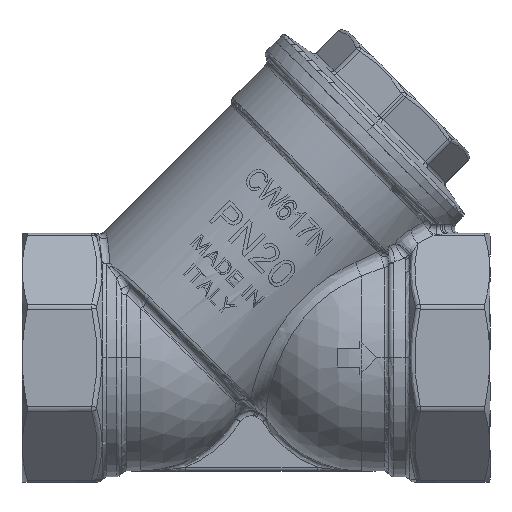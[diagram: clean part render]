
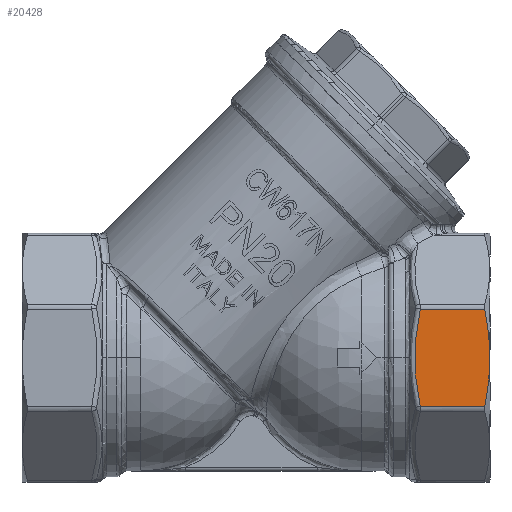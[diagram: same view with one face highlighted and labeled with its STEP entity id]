
A CAD part, top view. The second image highlights one B-rep face of the part: STEP entity #20428.
In plain terms, the highlighted planar face has unit normal (0, 0, 1).
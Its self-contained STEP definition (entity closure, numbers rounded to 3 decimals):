
#49 = VERTEX_POINT ( 'NONE', #33018 ) ;
#345 = CARTESIAN_POINT ( 'NONE',  ( 93.637, 6.52, 33.5 ) ) ;
#850 = CARTESIAN_POINT ( 'NONE',  ( 74.97, 11.952, 33.5 ) ) ;
#1394 = CARTESIAN_POINT ( 'NONE',  ( 73.842, 3.776, 33.5 ) ) ;
#1590 = CARTESIAN_POINT ( 'NONE',  ( 93.619, -6.682, 33.5 ) ) ;
#1662 = CARTESIAN_POINT ( 'NONE',  ( 74.355, 8.404, 33.5 ) ) ;
#1799 = CARTESIAN_POINT ( 'NONE',  ( 74.121, 6.605, 33.5 ) ) ;
#4526 = CARTESIAN_POINT ( 'NONE',  ( 74.129, 6.671, 33.5 ) ) ;
#4799 = CARTESIAN_POINT ( 'NONE',  ( 74.111, -6.512, 33.5 ) ) ;
#5214 = VERTEX_POINT ( 'NONE', #31282 ) ;
#5897 = B_SPLINE_CURVE_WITH_KNOTS ( 'NONE', 3,
 ( #28582, #13140, #34829, #28722, #38915, #16925, #38630, #1590, #35633, #26272, #32506, #29111, #20022 ),
 .UNSPECIFIED., .F., .F.,
 ( 4, 1, 1, 1, 1, 1, 2, 2, 4 ),
 ( 0., 0.25, 0.375, 0.437, 0.469, 0.484, 0.492, 0.5, 1. ),
 .UNSPECIFIED. ) ;
#7669 = PLANE ( 'NONE',  #28663 ) ;
#7779 = CARTESIAN_POINT ( 'NONE',  ( 74.014, -5.619, 33.5 ) ) ;
#7920 = CARTESIAN_POINT ( 'NONE',  ( 74.115, -6.548, 33.5 ) ) ;
#8054 = CARTESIAN_POINT ( 'NONE',  ( 74.141, 6.771, 33.5 ) ) ;
#9026 = CARTESIAN_POINT ( 'NONE',  ( 94., 1.082, 33.5 ) ) ;
#10615 = CARTESIAN_POINT ( 'NONE',  ( 74.728, -10.846, 33.5 ) ) ;
#10641 = CARTESIAN_POINT ( 'NONE',  ( 94., -13.071, 33.5 ) ) ;
#10753 = CARTESIAN_POINT ( 'NONE',  ( 74.228, 7.468, 33.5 ) ) ;
#10881 = CARTESIAN_POINT ( 'NONE',  ( 73.986, 5.431, 33.5 ) ) ;
#11019 = CARTESIAN_POINT ( 'NONE',  ( 73.733, -1.123, 33.5 ) ) ;
#11155 = CARTESIAN_POINT ( 'NONE',  ( 74.103, -6.443, 33.5 ) ) ;
#11546 = CARTESIAN_POINT ( 'NONE',  ( 81.003, -13.071, 33.5 ) ) ;
#11885 = CARTESIAN_POINT ( 'NONE',  ( 81.003, 13.071, 33.5 ) ) ;
#12280 = CARTESIAN_POINT ( 'NONE',  ( 93.821, 4.628, 33.5 ) ) ;
#12411 = CARTESIAN_POINT ( 'NONE',  ( 93.048, 10.842, 33.5 ) ) ;
#13140 = CARTESIAN_POINT ( 'NONE',  ( 92.814, -11.956, 33.5 ) ) ;
#13457 = EDGE_CURVE ( 'NONE', #19871, #23507, #5897, .T. ) ;
#13729 = CARTESIAN_POINT ( 'NONE',  ( 73.922, -4.659, 33.5 ) ) ;
#13881 = B_SPLINE_CURVE_WITH_KNOTS ( 'NONE', 3,
 ( #19424, #850, #19545, #1662, #10753, #35297, #8054, #4526, #1799, #29734, #10881, #1394, #14153, #29316, #29592, #23083, #11019, #19822, #13729, #7779, #29458, #26468, #11155, #4799, #7920, #23213, #10615, #32709 ),
 .UNSPECIFIED., .F., .F.,
 ( 4, 1, 1, 1, 1, 1, 2, 2, 1, 1, 2, 2, 1, 1, 1, 1, 1, 2, 2, 4 ),
 ( 0., 0.125, 0.188, 0.219, 0.234, 0.242, 0.246, 0.25, 0.375, 0.438, 0.469, 0.5, 0.625, 0.687, 0.719, 0.734, 0.742, 0.746, 0.75, 1. ),
 .UNSPECIFIED. ) ;
#14153 = CARTESIAN_POINT ( 'NONE',  ( 73.759, 1.861, 33.5 ) ) ;
#14310 = EDGE_CURVE ( 'NONE', #19871, #21983, #39706, .T. ) ;
#14568 = ORIENTED_EDGE ( 'NONE', *, *, #14310, .F. ) ;
#14671 = CARTESIAN_POINT ( 'NONE',  ( 75.214, -13.071, 33.5 ) ) ;
#14900 = CARTESIAN_POINT ( 'NONE',  ( 75.214, 13.071, 33.5 ) ) ;
#15290 = CARTESIAN_POINT ( 'NONE',  ( 93.734, 5.59, 33.5 ) ) ;
#15429 = CARTESIAN_POINT ( 'NONE',  ( 93.685, 6.071, 33.5 ) ) ;
#15699 = CARTESIAN_POINT ( 'NONE',  ( 92.58, 13.071, 33.5 ) ) ;
#15959 = CARTESIAN_POINT ( 'NONE',  ( 94., 0., 33.5 ) ) ;
#16925 = CARTESIAN_POINT ( 'NONE',  ( 93.581, -7.014, 33.5 ) ) ;
#17154 = DIRECTION ( 'NONE',  ( 1., 0., 0. ) ) ;
#17160 = CARTESIAN_POINT ( 'NONE',  ( 92.58, -13.071, 33.5 ) ) ;
#18056 = B_SPLINE_CURVE_WITH_KNOTS ( 'NONE', 3,
 ( #24897, #9026, #31125, #12280, #15290, #15429, #37257, #18641, #34251, #345, #40277, #12411, #15699 ),
 .UNSPECIFIED., .F., .F.,
 ( 4, 1, 1, 1, 1, 1, 2, 2, 4 ),
 ( 0., 0.25, 0.375, 0.437, 0.469, 0.484, 0.492, 0.5, 1. ),
 .UNSPECIFIED. ) ;
#18110 = CARTESIAN_POINT ( 'NONE',  ( 86.791, 13.071, 33.5 ) ) ;
#18147 = CARTESIAN_POINT ( 'NONE',  ( 86.791, -13.071, 33.5 ) ) ;
#18641 = CARTESIAN_POINT ( 'NONE',  ( 93.649, 6.416, 33.5 ) ) ;
#19424 = CARTESIAN_POINT ( 'NONE',  ( 75.214, 13.071, 33.5 ) ) ;
#19545 = CARTESIAN_POINT ( 'NONE',  ( 74.649, 10.296, 33.5 ) ) ;
#19822 = CARTESIAN_POINT ( 'NONE',  ( 73.782, -2.748, 33.5 ) ) ;
#19871 = VERTEX_POINT ( 'NONE', #17160 ) ;
#20022 = CARTESIAN_POINT ( 'NONE',  ( 94., 0., 33.5 ) ) ;
#20428 = ADVANCED_FACE ( 'NONE', ( #27193 ), #7669, .T. ) ;
#20717 = ORIENTED_EDGE ( 'NONE', *, *, #34483, .T. ) ;
#21540 = EDGE_CURVE ( 'NONE', #5214, #49, #32693, .T. ) ;
#21983 = VERTEX_POINT ( 'NONE', #26636 ) ;
#23036 = ORIENTED_EDGE ( 'NONE', *, *, #13457, .T. ) ;
#23083 = CARTESIAN_POINT ( 'NONE',  ( 73.732, 0.225, 33.5 ) ) ;
#23134 = ORIENTED_EDGE ( 'NONE', *, *, #21540, .T. ) ;
#23213 = CARTESIAN_POINT ( 'NONE',  ( 74.363, -8.683, 33.5 ) ) ;
#23507 = VERTEX_POINT ( 'NONE', #15959 ) ;
#24897 = CARTESIAN_POINT ( 'NONE',  ( 94., 0., 33.5 ) ) ;
#26272 = CARTESIAN_POINT ( 'NONE',  ( 93.63, -6.584, 33.5 ) ) ;
#26468 = CARTESIAN_POINT ( 'NONE',  ( 74.091, -6.34, 33.5 ) ) ;
#26636 = CARTESIAN_POINT ( 'NONE',  ( 75.214, -13.071, 33.5 ) ) ;
#27193 = FACE_OUTER_BOUND ( 'NONE', #27785, .T. ) ;
#27785 = EDGE_LOOP ( 'NONE', ( #23036, #36887, #23134, #20717, #14568 ) ) ;
#28582 = CARTESIAN_POINT ( 'NONE',  ( 92.58, -13.071, 33.5 ) ) ;
#28663 = AXIS2_PLACEMENT_3D ( 'NONE', #10641, #32333, #17154 ) ;
#28722 = CARTESIAN_POINT ( 'NONE',  ( 93.403, -8.415, 33.5 ) ) ;
#29111 = CARTESIAN_POINT ( 'NONE',  ( 94., -2.163, 33.5 ) ) ;
#29316 = CARTESIAN_POINT ( 'NONE',  ( 73.741, 1.043, 33.5 ) ) ;
#29458 = CARTESIAN_POINT ( 'NONE',  ( 74.064, -6.099, 33.5 ) ) ;
#29592 = CARTESIAN_POINT ( 'NONE',  ( 73.734, 0.499, 33.5 ) ) ;
#29734 = CARTESIAN_POINT ( 'NONE',  ( 74.118, 6.574, 33.5 ) ) ;
#30724 = CARTESIAN_POINT ( 'NONE',  ( 92.58, 13.071, 33.5 ) ) ;
#31125 = CARTESIAN_POINT ( 'NONE',  ( 93.954, 2.712, 33.5 ) ) ;
#31282 = CARTESIAN_POINT ( 'NONE',  ( 92.58, 13.071, 33.5 ) ) ;
#32333 = DIRECTION ( 'NONE',  ( 0., 0., 1. ) ) ;
#32506 = CARTESIAN_POINT ( 'NONE',  ( 93.878, -4.346, 33.5 ) ) ;
#32693 = B_SPLINE_CURVE_WITH_KNOTS ( 'NONE', 3,
 ( #30724, #18110, #11885, #14900 ),
 .UNSPECIFIED., .F., .F.,
 ( 4, 4 ),
 ( 0., 1. ),
 .UNSPECIFIED. ) ;
#32709 = CARTESIAN_POINT ( 'NONE',  ( 75.214, -13.071, 33.5 ) ) ;
#33018 = CARTESIAN_POINT ( 'NONE',  ( 75.214, 13.071, 33.5 ) ) ;
#34251 = CARTESIAN_POINT ( 'NONE',  ( 93.641, 6.485, 33.5 ) ) ;
#34483 = EDGE_CURVE ( 'NONE', #49, #21983, #13881, .T. ) ;
#34829 = CARTESIAN_POINT ( 'NONE',  ( 93.121, -10.305, 33.5 ) ) ;
#35297 = CARTESIAN_POINT ( 'NONE',  ( 74.169, 7.003, 33.5 ) ) ;
#35633 = CARTESIAN_POINT ( 'NONE',  ( 93.626, -6.616, 33.5 ) ) ;
#36615 = CARTESIAN_POINT ( 'NONE',  ( 92.58, -13.071, 33.5 ) ) ;
#36887 = ORIENTED_EDGE ( 'NONE', *, *, #40117, .T. ) ;
#37257 = CARTESIAN_POINT ( 'NONE',  ( 93.66, 6.312, 33.5 ) ) ;
#38630 = CARTESIAN_POINT ( 'NONE',  ( 93.608, -6.782, 33.5 ) ) ;
#38915 = CARTESIAN_POINT ( 'NONE',  ( 93.525, -7.479, 33.5 ) ) ;
#39706 = B_SPLINE_CURVE_WITH_KNOTS ( 'NONE', 3,
 ( #36615, #18147, #11546, #14671 ),
 .UNSPECIFIED., .F., .F.,
 ( 4, 4 ),
 ( 0., 1. ),
 .UNSPECIFIED. ) ;
#40117 = EDGE_CURVE ( 'NONE', #23507, #5214, #18056, .T. ) ;
#40277 = CARTESIAN_POINT ( 'NONE',  ( 93.399, 8.669, 33.5 ) ) ;
